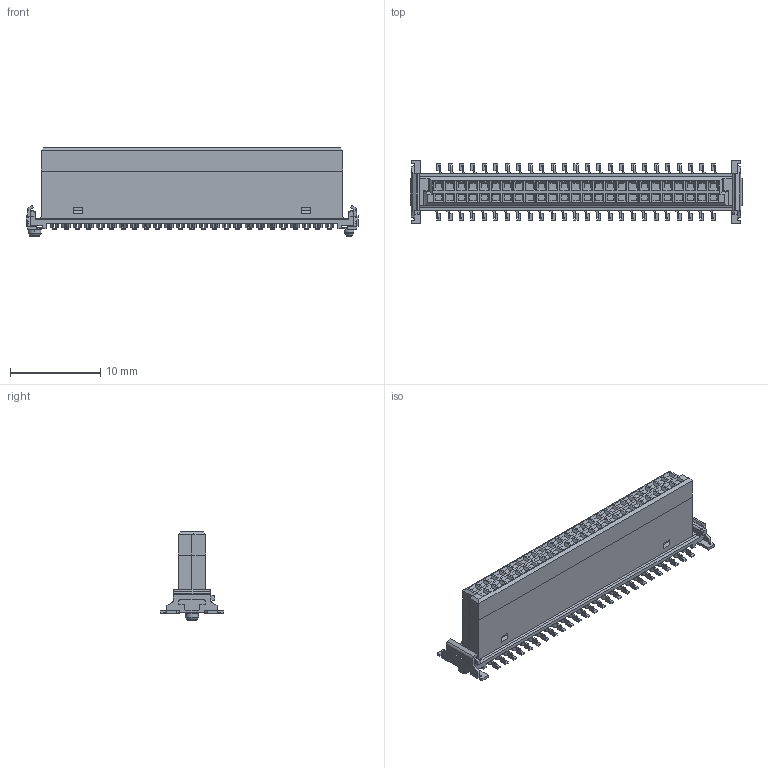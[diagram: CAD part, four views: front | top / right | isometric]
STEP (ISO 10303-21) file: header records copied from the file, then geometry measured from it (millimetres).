
FILE_DESCRIPTION((''),'2;1');
FILE_NAME('ERNI_124045.stp','2011-01-05T11:50:17',(''),(''),'Mechanical Desktop 2011','Mechanical Desktop 2011',', , ');
FILE_SCHEMA(('AUTOMOTIVE_DESIGN { 1 2 10303 214 1 1 1 1 }'));
Length unit declared in the file: millimetre
Products named in the file (1): Product
Bounding box: 36.83 x 7 x 9.8 mm (x, y, z)
Volume: 886.5 mm3; surface area: 1744.6 mm2
Topology: 73 solids, 73 shells, 1823 faces, 4753 edges, 3141 vertices
Faces by surface type: plane 953, bspline 698, cylinder 158, torus 8, cone 6
Entity records: 59636 total; most frequent: CARTESIAN_POINT 16656, ORIENTED_EDGE 9506, DIRECTION 7488, EDGE_CURVE 4753, VECTOR 4062, LINE 4062, VERTEX_POINT 3141, EDGE_LOOP 1890
